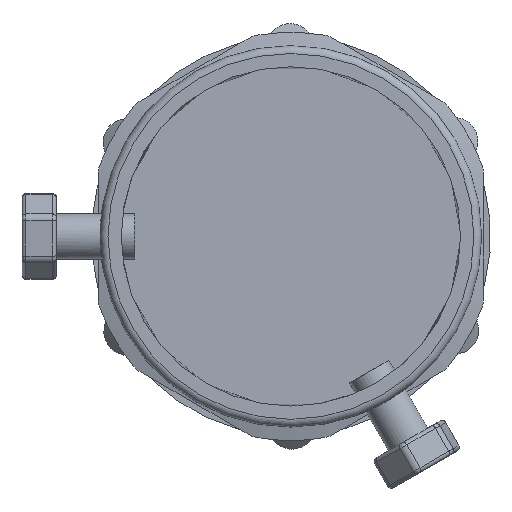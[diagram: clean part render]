
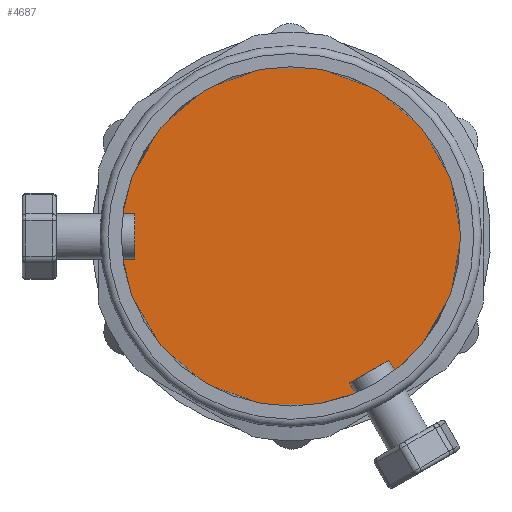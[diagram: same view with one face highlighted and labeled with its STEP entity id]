
A CAD part, front view. The second image highlights one B-rep face of the part: STEP entity #4687.
In plain terms, the highlighted planar face has unit normal (0, -1, 0).
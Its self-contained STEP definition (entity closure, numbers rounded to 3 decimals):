
#1277=FACE_OUTER_BOUND('',#1565,.T.);
#1565=EDGE_LOOP('',(#3239));
#1867=CIRCLE('',#5009,21.877);
#2121=VERTEX_POINT('',#6837);
#2551=EDGE_CURVE('',#2121,#2121,#1867,.T.);
#3239=ORIENTED_EDGE('',*,*,#2551,.T.);
#4614=PLANE('',#5008);
#4687=ADVANCED_FACE('',(#1277),#4614,.F.);
#5008=AXIS2_PLACEMENT_3D('',#6836,#5522,#5523);
#5009=AXIS2_PLACEMENT_3D('',#6838,#5524,#5525);
#5522=DIRECTION('center_axis',(0.,1.,0.));
#5523=DIRECTION('ref_axis',(0.,0.,1.));
#5524=DIRECTION('center_axis',(0.,-1.,0.));
#5525=DIRECTION('ref_axis',(-1.,0.,0.));
#6836=CARTESIAN_POINT('Origin',(0.,14.,0.));
#6837=CARTESIAN_POINT('',(21.877,14.,0.));
#6838=CARTESIAN_POINT('Origin',(0.,14.,0.));
